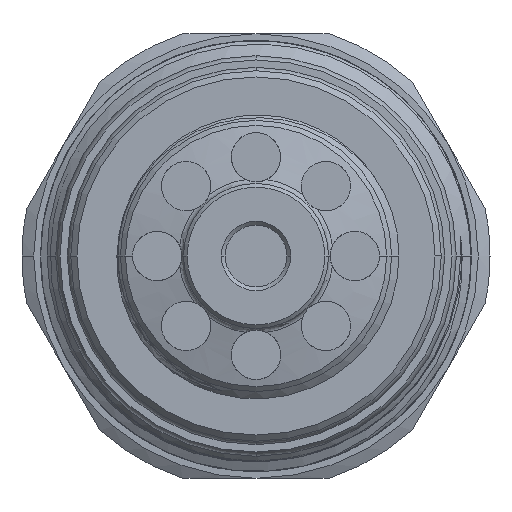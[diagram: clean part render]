
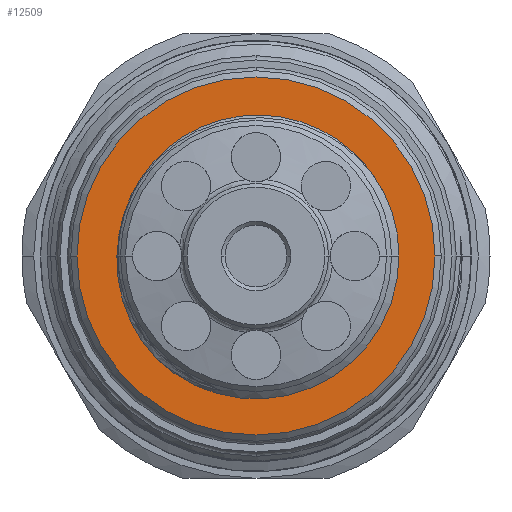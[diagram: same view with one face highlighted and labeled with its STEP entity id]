
A CAD part, left-side view. The second image highlights one B-rep face of the part: STEP entity #12509.
In plain terms, the highlighted planar face has unit normal (-1, 0, 0).
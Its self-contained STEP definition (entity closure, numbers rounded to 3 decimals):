
#277 = AXIS2_PLACEMENT_3D ( 'NONE', #11484, #12666, #957 ) ;
#296 = DIRECTION ( 'NONE',  ( 1., 0., 0. ) ) ;
#343 = VERTEX_POINT ( 'NONE', #8810 ) ;
#449 = CIRCLE ( 'NONE', #1982, 11.58 ) ;
#467 = DIRECTION ( 'NONE',  ( 0., 1., 0. ) ) ;
#469 = DIRECTION ( 'NONE',  ( 1., 0., 0. ) ) ;
#527 = CARTESIAN_POINT ( 'NONE',  ( -47.85, 0., 0. ) ) ;
#677 = B_SPLINE_CURVE_WITH_KNOTS ( 'NONE', 3,
 ( #10309, #7981, #6916, #12779, #13809, #5679, #3283, #13920, #13751, #1011, #4457, #9063, #6763, #13966, #14948, #4405, #2038, #15155, #9168, #12624, #8027, #8074, #11587, #7921, #5730, #9216, #4552, #12673, #9009, #1987, #10212, #3173, #5632, #11387, #4359, #6712, #7875, #861, #13861, #961, #9270, #11732, #14067, #7067, #10608, #3467, #5980, #7015, #9365, #10509, #8180, #2335 ),
 .UNSPECIFIED., .F., .F.,
 ( 4, 2, 2, 2, 2, 2, 2, 2, 2, 2, 2, 2, 2, 2, 2, 2, 2, 2, 2, 2, 2, 2, 2, 2, 2, 4 ),
 ( 0.006, 0.007, 0.009, 0.01, 0.011, 0.014, 0.015, 0.016, 0.019, 0.02, 0.021, 0.022, 0.024, 0.026, 0.027, 0.028, 0.03, 0.031, 0.033, 0.035, 0.036, 0.038, 0.041, 0.042, 0.043, 0.046 ),
 .UNSPECIFIED. ) ;
#861 = CARTESIAN_POINT ( 'NONE',  ( -47.85, -0.753, 11.195 ) ) ;
#957 = DIRECTION ( 'NONE',  ( 0., 0., -1. ) ) ;
#961 = CARTESIAN_POINT ( 'NONE',  ( -47.85, -1.98, 11.063 ) ) ;
#1011 = CARTESIAN_POINT ( 'NONE',  ( -47.85, 10.917, -3.291 ) ) ;
#1025 = VERTEX_POINT ( 'NONE', #11708 ) ;
#1442 = ORIENTED_EDGE ( 'NONE', *, *, #5580, .T. ) ;
#1593 = CARTESIAN_POINT ( 'NONE',  ( -47.85, 0., 0. ) ) ;
#1930 = VERTEX_POINT ( 'NONE', #7731 ) ;
#1982 = AXIS2_PLACEMENT_3D ( 'NONE', #13320, #469, #6371 ) ;
#1987 = CARTESIAN_POINT ( 'NONE',  ( -47.85, 5.16, 9.909 ) ) ;
#2038 = CARTESIAN_POINT ( 'NONE',  ( -47.85, 10.995, 2.377 ) ) ;
#2272 = FACE_BOUND ( 'NONE', #9362, .T. ) ;
#2335 = CARTESIAN_POINT ( 'NONE',  ( -47.85, -10.359, 5.175 ) ) ;
#2419 = CIRCLE ( 'NONE', #4217, 14.5 ) ;
#3173 = CARTESIAN_POINT ( 'NONE',  ( -47.85, 4.05, 10.417 ) ) ;
#3269 = VERTEX_POINT ( 'NONE', #9835 ) ;
#3283 = CARTESIAN_POINT ( 'NONE',  ( -47.85, 10.022, -5.582 ) ) ;
#3467 = CARTESIAN_POINT ( 'NONE',  ( -47.85, -7.511, 8.612 ) ) ;
#3679 = VERTEX_POINT ( 'NONE', #8604 ) ;
#3882 = PLANE ( 'NONE',  #13879 ) ;
#3898 = CIRCLE ( 'NONE', #11883, 14.5 ) ;
#4020 = EDGE_CURVE ( 'NONE', #3269, #343, #677, .T. ) ;
#4123 = DIRECTION ( 'NONE',  ( 0., 1., 0. ) ) ;
#4217 = AXIS2_PLACEMENT_3D ( 'NONE', #527, #8728, #4123 ) ;
#4314 = EDGE_LOOP ( 'NONE', ( #7289, #1442 ) ) ;
#4359 = CARTESIAN_POINT ( 'NONE',  ( -47.85, 2.49, 10.906 ) ) ;
#4405 = CARTESIAN_POINT ( 'NONE',  ( -47.85, 11.15, 1.579 ) ) ;
#4457 = CARTESIAN_POINT ( 'NONE',  ( -47.85, 11.095, -2.496 ) ) ;
#4552 = CARTESIAN_POINT ( 'NONE',  ( -47.85, 7.213, 8.559 ) ) ;
#4698 = ORIENTED_EDGE ( 'NONE', *, *, #10289, .T. ) ;
#5058 = DIRECTION ( 'NONE',  ( 0., 1., 0. ) ) ;
#5425 = EDGE_CURVE ( 'NONE', #1930, #3679, #3898, .T. ) ;
#5580 = EDGE_CURVE ( 'NONE', #3679, #1930, #2419, .T. ) ;
#5632 = CARTESIAN_POINT ( 'NONE',  ( -47.85, 3.669, 10.559 ) ) ;
#5679 = CARTESIAN_POINT ( 'NONE',  ( -47.85, 9.83, -5.941 ) ) ;
#5730 = CARTESIAN_POINT ( 'NONE',  ( -47.85, 8.633, 7.098 ) ) ;
#5760 = EDGE_CURVE ( 'NONE', #1025, #3269, #8450, .T. ) ;
#5980 = CARTESIAN_POINT ( 'NONE',  ( -47.85, -7.823, 8.35 ) ) ;
#6139 = CARTESIAN_POINT ( 'NONE',  ( -47.85, 0., 0. ) ) ;
#6371 = DIRECTION ( 'NONE',  ( 0., 0., -1. ) ) ;
#6712 = CARTESIAN_POINT ( 'NONE',  ( -47.85, 1.281, 11.146 ) ) ;
#6763 = CARTESIAN_POINT ( 'NONE',  ( -47.85, 11.26, -0.872 ) ) ;
#6916 = CARTESIAN_POINT ( 'NONE',  ( -47.85, 8.684, -7.629 ) ) ;
#7015 = CARTESIAN_POINT ( 'NONE',  ( -47.85, -8.419, 7.79 ) ) ;
#7067 = CARTESIAN_POINT ( 'NONE',  ( -47.85, -5.841, 9.763 ) ) ;
#7289 = ORIENTED_EDGE ( 'NONE', *, *, #5425, .T. ) ;
#7500 = DIRECTION ( 'NONE',  ( -1., 0., 0. ) ) ;
#7731 = CARTESIAN_POINT ( 'NONE',  ( -47.85, 14.5, 0. ) ) ;
#7875 = CARTESIAN_POINT ( 'NONE',  ( -47.85, 0.47, 11.217 ) ) ;
#7921 = CARTESIAN_POINT ( 'NONE',  ( -47.85, 8.892, 6.774 ) ) ;
#7981 = CARTESIAN_POINT ( 'NONE',  ( -47.85, 8.416, -7.944 ) ) ;
#8027 = CARTESIAN_POINT ( 'NONE',  ( -47.85, 9.985, 5.056 ) ) ;
#8074 = CARTESIAN_POINT ( 'NONE',  ( -47.85, 9.586, 5.764 ) ) ;
#8180 = CARTESIAN_POINT ( 'NONE',  ( -47.85, -9.967, 5.894 ) ) ;
#8359 = ORIENTED_EDGE ( 'NONE', *, *, #5760, .T. ) ;
#8450 = CIRCLE ( 'NONE', #277, 11.58 ) ;
#8604 = CARTESIAN_POINT ( 'NONE',  ( -47.85, -14.5, 0. ) ) ;
#8728 = DIRECTION ( 'NONE',  ( -1., 0., 0. ) ) ;
#8810 = CARTESIAN_POINT ( 'NONE',  ( -47.85, -10.359, 5.175 ) ) ;
#9009 = CARTESIAN_POINT ( 'NONE',  ( -47.85, 5.872, 9.503 ) ) ;
#9063 = CARTESIAN_POINT ( 'NONE',  ( -47.85, 11.233, -1.28 ) ) ;
#9168 = CARTESIAN_POINT ( 'NONE',  ( -47.85, 10.488, 3.942 ) ) ;
#9216 = CARTESIAN_POINT ( 'NONE',  ( -47.85, 7.816, 8.014 ) ) ;
#9270 = CARTESIAN_POINT ( 'NONE',  ( -47.85, -2.382, 10.991 ) ) ;
#9362 = EDGE_LOOP ( 'NONE', ( #14620, #4698, #8359 ) ) ;
#9365 = CARTESIAN_POINT ( 'NONE',  ( -47.85, -8.705, 7.491 ) ) ;
#9835 = CARTESIAN_POINT ( 'NONE',  ( -47.85, 8.135, -8.241 ) ) ;
#10212 = CARTESIAN_POINT ( 'NONE',  ( -47.85, 4.796, 10.092 ) ) ;
#10289 = EDGE_CURVE ( 'NONE', #343, #1025, #449, .T. ) ;
#10309 = CARTESIAN_POINT ( 'NONE',  ( -47.85, 8.135, -8.241 ) ) ;
#10509 = CARTESIAN_POINT ( 'NONE',  ( -47.85, -9.504, 6.562 ) ) ;
#10608 = CARTESIAN_POINT ( 'NONE',  ( -47.85, -6.54, 9.345 ) ) ;
#11101 = FACE_OUTER_BOUND ( 'NONE', #4314, .T. ) ;
#11387 = CARTESIAN_POINT ( 'NONE',  ( -47.85, 2.89, 10.804 ) ) ;
#11484 = CARTESIAN_POINT ( 'NONE',  ( -47.85, 0., 0. ) ) ;
#11587 = CARTESIAN_POINT ( 'NONE',  ( -47.85, 9.368, 6.108 ) ) ;
#11708 = CARTESIAN_POINT ( 'NONE',  ( -47.85, -11.58, 0. ) ) ;
#11732 = CARTESIAN_POINT ( 'NONE',  ( -47.85, -3.572, 10.714 ) ) ;
#11883 = AXIS2_PLACEMENT_3D ( 'NONE', #1593, #7500, #467 ) ;
#12509 = ADVANCED_FACE ( 'NONE', ( #11101, #2272 ), #3882, .F. ) ;
#12624 = CARTESIAN_POINT ( 'NONE',  ( -47.85, 10.166, 4.691 ) ) ;
#12666 = DIRECTION ( 'NONE',  ( 1., 0., 0. ) ) ;
#12673 = CARTESIAN_POINT ( 'NONE',  ( -47.85, 6.22, 9.278 ) ) ;
#12779 = CARTESIAN_POINT ( 'NONE',  ( -47.85, 9.181, -6.975 ) ) ;
#13320 = CARTESIAN_POINT ( 'NONE',  ( -47.85, 0., 0. ) ) ;
#13751 = CARTESIAN_POINT ( 'NONE',  ( -47.85, 10.519, -4.461 ) ) ;
#13809 = CARTESIAN_POINT ( 'NONE',  ( -47.85, 9.41, -6.638 ) ) ;
#13861 = CARTESIAN_POINT ( 'NONE',  ( -47.85, -1.163, 11.165 ) ) ;
#13879 = AXIS2_PLACEMENT_3D ( 'NONE', #6139, #296, #5058 ) ;
#13920 = CARTESIAN_POINT ( 'NONE',  ( -47.85, 10.366, -4.843 ) ) ;
#13966 = CARTESIAN_POINT ( 'NONE',  ( -47.85, 11.273, -0.048 ) ) ;
#14067 = CARTESIAN_POINT ( 'NONE',  ( -47.85, -4.343, 10.449 ) ) ;
#14620 = ORIENTED_EDGE ( 'NONE', *, *, #4020, .T. ) ;
#14948 = CARTESIAN_POINT ( 'NONE',  ( -47.85, 11.258, 0.361 ) ) ;
#15155 = CARTESIAN_POINT ( 'NONE',  ( -47.85, 10.631, 3.554 ) ) ;
